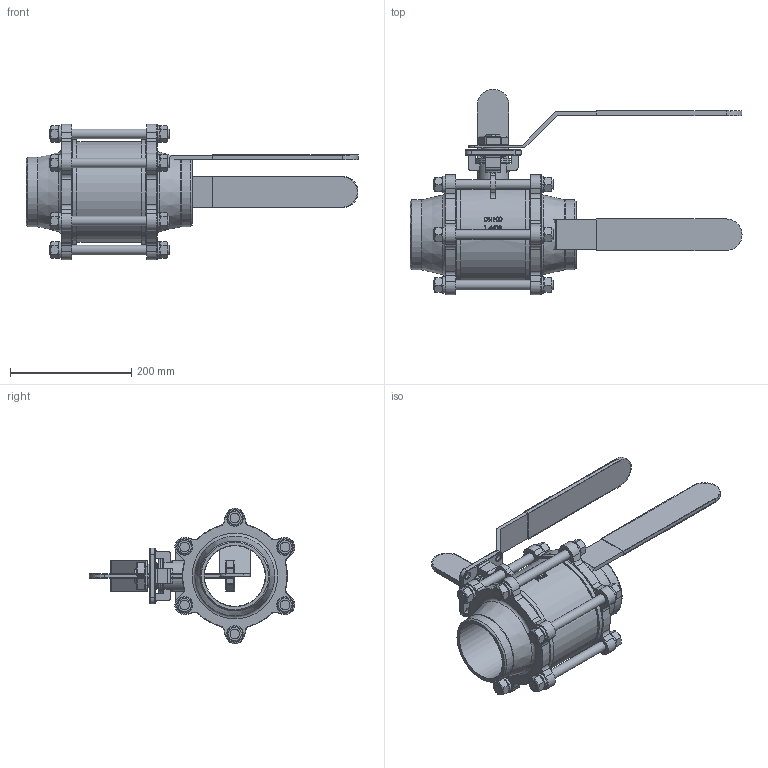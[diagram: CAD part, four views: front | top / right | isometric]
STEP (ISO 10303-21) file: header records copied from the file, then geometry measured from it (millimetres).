
FILE_DESCRIPTION( ( 'Unknown' ), '1' );
FILE_NAME( '8.122.100.stp', 'Unknown', ( 'Unknown' ), ( 'Unknown' ), 'PSStep 13.0', 'Unknown', ' ' );
FILE_SCHEMA( ( 'AUTOMOTIVE_DESIGN { 1 0 10303 214 1 1 1 1 }' ) );
Length unit declared in the file: millimetre
Products named in the file (6): Hebel 100; Assem1; Hebel100; Ummantelung 100; DIN934_M28_niedrig; 8.122.100
Bounding box: 547 x 338.76 x 223.09 mm (x, y, z)
Volume: 7127092.6 mm3; surface area: 1116409.5 mm2
Topology: 10 solids, 10 shells, 2169 faces, 5462 edges, 3414 vertices
Faces by surface type: plane 978, cylinder 509, bspline 386, torus 208, cone 86, extrusion 2
Full cylindrical faces by diameter (mm): 10.506 x8, 15.72 x36, 17.2 x4, 17.5 x24, 25.835 x2, 36.5 x2, 40 x2, 51 x2, 57.16 x4, 64 x2, 100 x2, 115 x4, 166 x2, 173 x4
Entity records: 105046 total; most frequent: CARTESIAN_POINT 72686, ORIENTED_EDGE 5070, DIRECTION 4409, EDGE_CURVE 2535, VERTEX_POINT 1642, AXIS2_PLACEMENT_3D 1605, EDGE_LOOP 1299, VECTOR 1199
